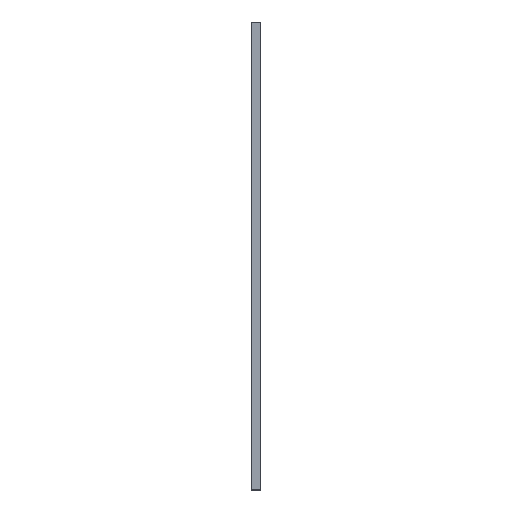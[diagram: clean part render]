
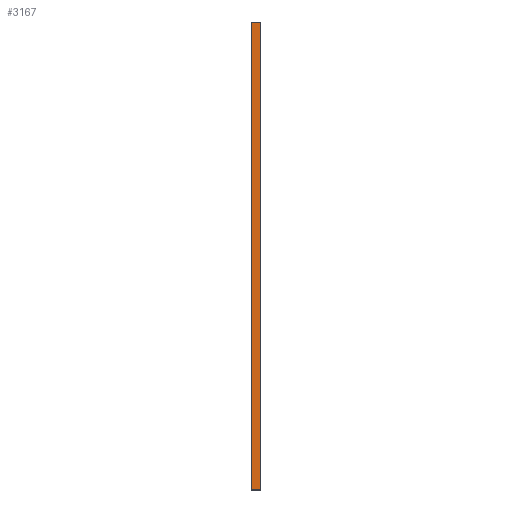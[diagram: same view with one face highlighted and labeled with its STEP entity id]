
A CAD part, left-side view. The second image highlights one B-rep face of the part: STEP entity #3167.
In plain terms, the highlighted planar face has unit normal (-1, 0, 0).
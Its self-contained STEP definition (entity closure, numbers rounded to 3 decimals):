
#57 = ORIENTED_EDGE ( 'NONE', *, *, #1940, .F. ) ;
#165 = CARTESIAN_POINT ( 'NONE',  ( -900., 5., -250. ) ) ;
#172 = VECTOR ( 'NONE', #207, 1000. ) ;
#180 = EDGE_CURVE ( 'NONE', #1802, #3329, #3054, .T. ) ;
#207 = DIRECTION ( 'NONE',  ( 0., -1., 0. ) ) ;
#269 = VERTEX_POINT ( 'NONE', #2067 ) ;
#549 = DIRECTION ( 'NONE',  ( 0., -1., 0. ) ) ;
#730 = DIRECTION ( 'NONE',  ( 1., 0., 0. ) ) ;
#782 = DIRECTION ( 'NONE',  ( 0., 0., 1. ) ) ;
#795 = VERTEX_POINT ( 'NONE', #954 ) ;
#954 = CARTESIAN_POINT ( 'NONE',  ( -900., 5., 0. ) ) ;
#1017 = ORIENTED_EDGE ( 'NONE', *, *, #4028, .T. ) ;
#1078 = LINE ( 'NONE', #1753, #3077 ) ;
#1129 = EDGE_CURVE ( 'NONE', #1802, #795, #2910, .T. ) ;
#1464 = DIRECTION ( 'NONE',  ( 0., 0., -1. ) ) ;
#1655 = EDGE_LOOP ( 'NONE', ( #1017, #57, #1686, #2868 ) ) ;
#1686 = ORIENTED_EDGE ( 'NONE', *, *, #1129, .F. ) ;
#1753 = CARTESIAN_POINT ( 'NONE',  ( -900., 0., 0. ) ) ;
#1764 = FACE_OUTER_BOUND ( 'NONE', #1655, .T. ) ;
#1802 = VERTEX_POINT ( 'NONE', #165 ) ;
#1824 = DIRECTION ( 'NONE',  ( 0., 0., 1. ) ) ;
#1940 = EDGE_CURVE ( 'NONE', #795, #269, #2691, .T. ) ;
#2067 = CARTESIAN_POINT ( 'NONE',  ( -900., 0., 0. ) ) ;
#2138 = PLANE ( 'NONE',  #4495 ) ;
#2513 = CARTESIAN_POINT ( 'NONE',  ( -900., 5., 0. ) ) ;
#2691 = LINE ( 'NONE', #3093, #172 ) ;
#2856 = VECTOR ( 'NONE', #782, 1000. ) ;
#2868 = ORIENTED_EDGE ( 'NONE', *, *, #180, .T. ) ;
#2910 = LINE ( 'NONE', #2513, #2856 ) ;
#3054 = LINE ( 'NONE', #3404, #3544 ) ;
#3077 = VECTOR ( 'NONE', #1824, 1000. ) ;
#3093 = CARTESIAN_POINT ( 'NONE',  ( -900., 5., 0. ) ) ;
#3167 = ADVANCED_FACE ( 'NONE', ( #1764 ), #2138, .F. ) ;
#3329 = VERTEX_POINT ( 'NONE', #3613 ) ;
#3404 = CARTESIAN_POINT ( 'NONE',  ( -900., 5., -250. ) ) ;
#3544 = VECTOR ( 'NONE', #549, 1000. ) ;
#3563 = CARTESIAN_POINT ( 'NONE',  ( -900., 5., 0. ) ) ;
#3613 = CARTESIAN_POINT ( 'NONE',  ( -900., 0., -250. ) ) ;
#4028 = EDGE_CURVE ( 'NONE', #3329, #269, #1078, .T. ) ;
#4495 = AXIS2_PLACEMENT_3D ( 'NONE', #3563, #730, #1464 ) ;
